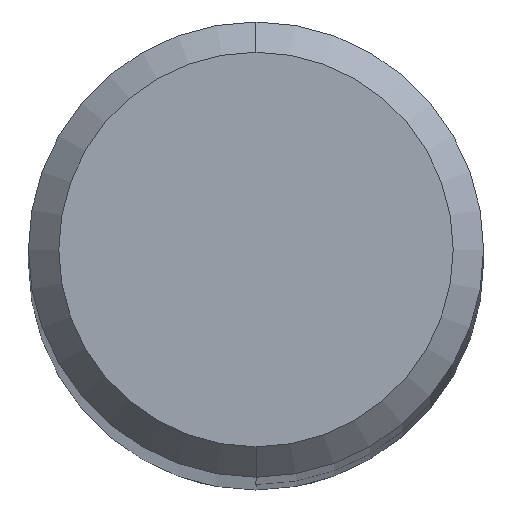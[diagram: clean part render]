
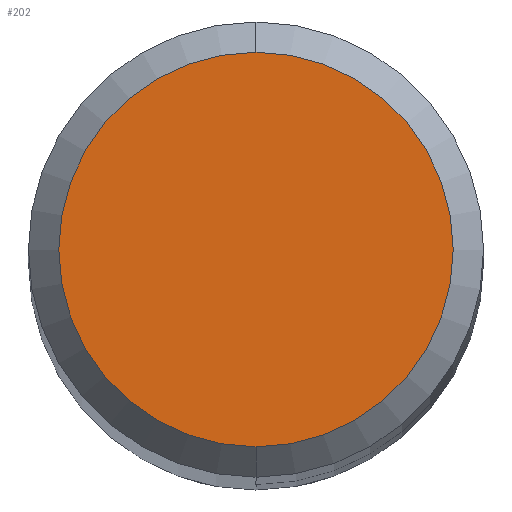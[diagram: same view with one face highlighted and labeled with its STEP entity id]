
A CAD part, top view. The second image highlights one B-rep face of the part: STEP entity #202.
In plain terms, the highlighted planar face has unit normal (0, 0, 1).
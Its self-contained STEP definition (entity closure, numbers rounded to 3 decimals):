
#100=VERTEX_POINT('',#234);
#130=EDGE_CURVE('',#100,#160,#269,.T.);
#152=EDGE_CURVE('',#160,#100,#293,.T.);
#160=VERTEX_POINT('',#302);
#202=ADVANCED_FACE('',(#349),#350,.T.);
#234=CARTESIAN_POINT('',(0.,-2.6,0.0));
#269=CIRCLE('',#417,2.6);
#293=CIRCLE('',#449,2.6);
#302=CARTESIAN_POINT('',(0.0,2.6,0.0));
#349=FACE_OUTER_BOUND('',#520,.T.);
#350=PLANE('',#521);
#417=AXIS2_PLACEMENT_3D('',#579,#580,#581);
#449=AXIS2_PLACEMENT_3D('',#610,#611,#612);
#520=EDGE_LOOP('',(#685,#686));
#521=AXIS2_PLACEMENT_3D('',#687,#688,#689);
#579=CARTESIAN_POINT('',(0.0,0.0,0.0));
#580=DIRECTION('',(0.0,0.0,-1.0));
#581=DIRECTION('',(0.0,1.0,0.0));
#610=CARTESIAN_POINT('',(0.0,0.0,0.0));
#611=DIRECTION('',(0.0,0.0,-1.0));
#612=DIRECTION('',(0.0,1.0,0.0));
#685=ORIENTED_EDGE('',*,*,#152,.F.);
#686=ORIENTED_EDGE('',*,*,#130,.F.);
#687=CARTESIAN_POINT('',(0.0,1.3,0.0));
#688=DIRECTION('',(-0.0,0.0,1.0));
#689=DIRECTION('',(0.0,-1.0,0.0));
